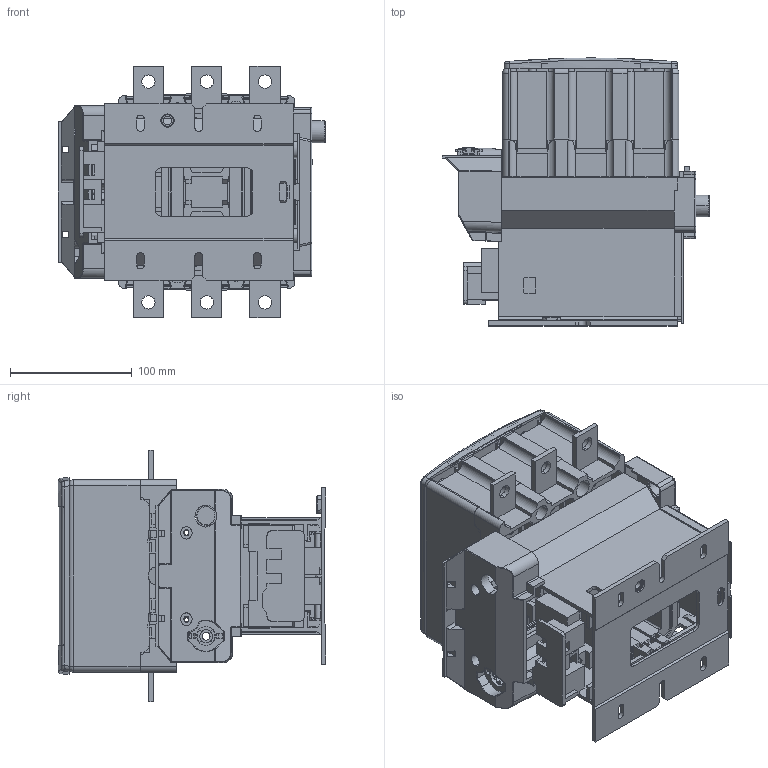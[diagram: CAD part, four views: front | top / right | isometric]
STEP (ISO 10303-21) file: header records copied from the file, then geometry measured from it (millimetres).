
FILE_DESCRIPTION((''),'2;1');
FILE_NAME('CDC6-330_ASM','2022-03-02T',('kejia.li'),(''),'PRO/ENGINEER BY PARAMETRIC TECHNOLOGY CORPORATION, 2015440','PRO/ENGINEER BY PARAMETRIC TECHNOLOGY CORPORATION, 2015440','');
FILE_SCHEMA(('CONFIG_CONTROL_DESIGN'));
Products named in the file (13): CDC6-330_1; CDC6-330_2; CDC6-330_3; CDC6-330_4; CDC6-330_5; CDC6-330_6; CDC6-330_7; CDC6-330_8; CDC6-330_9; CDC6-330_10; CDC6-330_11; ASM0002_ASM; CDC6-330_ASM
Assembly tree (18 placements, depth 3):
  CDC6-330_ASM
    ASM0002_ASM
      CDC6-330_1
      CDC6-330_2
      CDC6-330_3  x2
      CDC6-330_4
      CDC6-330_5
      CDC6-330_6
      CDC6-330_7
      CDC6-330_8
      CDC6-330_9
      CDC6-330_10  x6
      CDC6-330_11
Bounding box: 219.6 x 220.19 x 206.4 mm (x, y, z)
Volume: 1361832.9 mm3; surface area: 742418.3 mm2
Topology: 17 solids, 18 shells, 4093 faces, 11917 edges, 7913 vertices
Faces by surface type: plane 2664, cylinder 1207, bspline 106, cone 46, torus 41, extrusion 17, sphere 12
Entity records: 126554 total; most frequent: CARTESIAN_POINT 28987, ORIENTED_EDGE 21146, DIRECTION 19207, EDGE_CURVE 10573, VECTOR 8009, LINE 7992, VERTEX_POINT 7040, AXIS2_PLACEMENT_3D 5599
